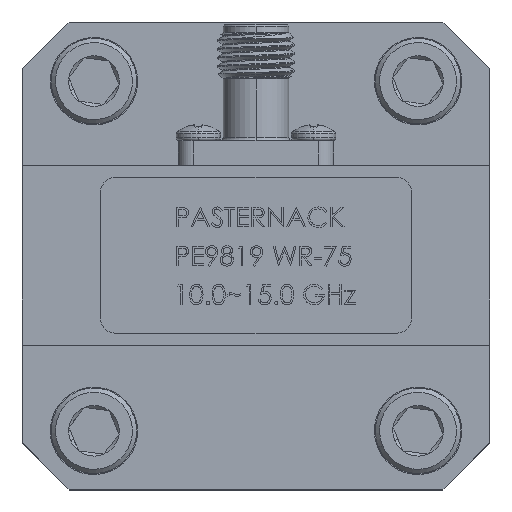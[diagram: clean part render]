
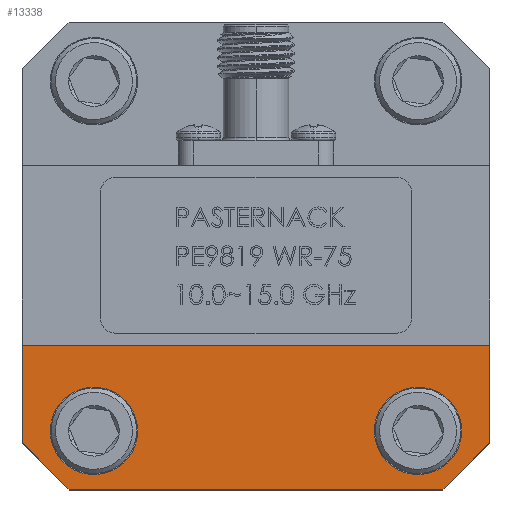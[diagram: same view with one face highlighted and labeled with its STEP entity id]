
A CAD part, top view. The second image highlights one B-rep face of the part: STEP entity #13338.
In plain terms, the highlighted face is planar.
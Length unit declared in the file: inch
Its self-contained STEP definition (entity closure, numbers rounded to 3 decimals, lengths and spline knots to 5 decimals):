
#1350 = DIRECTION ( 'NONE',  ( 0., 0., -1. ) ) ;
#1476 = AXIS2_PLACEMENT_3D ( 'NONE', #27020, #9929, #3284 ) ;
#1510 = VECTOR ( 'NONE', #27330, 39.37008 ) ;
#2086 = EDGE_LOOP ( 'NONE', ( #14237, #8745 ) ) ;
#2223 = CARTESIAN_POINT ( 'NONE',  ( 0.52, -0.56, -0.193 ) ) ;
#2326 = DIRECTION ( 'NONE',  ( 0., 0., -1. ) ) ;
#2515 = EDGE_LOOP ( 'NONE', ( #17270, #23072, #27254, #17067, #16334, #7970 ) ) ;
#3284 = DIRECTION ( 'NONE',  ( -1., 0., 0. ) ) ;
#3410 = CARTESIAN_POINT ( 'NONE',  ( 0.75, -0.75, -0.193 ) ) ;
#4437 = CARTESIAN_POINT ( 'NONE',  ( 0.593, -0.56, -0.193 ) ) ;
#4604 = VECTOR ( 'NONE', #4899, 39.37008 ) ;
#4859 = EDGE_CURVE ( 'NONE', #23958, #24162, #11917, .T. ) ;
#4899 = DIRECTION ( 'NONE',  ( 1., 0., 0. ) ) ;
#5425 = VERTEX_POINT ( 'NONE', #26530 ) ;
#5761 = DIRECTION ( 'NONE',  ( 0., 0., -1. ) ) ;
#5828 = ORIENTED_EDGE ( 'NONE', *, *, #9282, .F. ) ;
#6010 = AXIS2_PLACEMENT_3D ( 'NONE', #27199, #7778, #9918 ) ;
#6649 = VERTEX_POINT ( 'NONE', #13850 ) ;
#7328 = EDGE_CURVE ( 'NONE', #6649, #24825, #22162, .T. ) ;
#7778 = DIRECTION ( 'NONE',  ( 0., 0., -1. ) ) ;
#7946 = LINE ( 'NONE', #22917, #12370 ) ;
#7970 = ORIENTED_EDGE ( 'NONE', *, *, #11571, .F. ) ;
#8252 = LINE ( 'NONE', #3410, #11633 ) ;
#8745 = ORIENTED_EDGE ( 'NONE', *, *, #4859, .F. ) ;
#9240 = CARTESIAN_POINT ( 'NONE',  ( 1.74206, -0.2885, -0.193 ) ) ;
#9282 = EDGE_CURVE ( 'NONE', #22076, #25140, #23871, .T. ) ;
#9635 = AXIS2_PLACEMENT_3D ( 'NONE', #13739, #5761, #22425 ) ;
#9860 = DIRECTION ( 'NONE',  ( -1., 0., 0. ) ) ;
#9918 = DIRECTION ( 'NONE',  ( -1., 0., 0. ) ) ;
#9929 = DIRECTION ( 'NONE',  ( 0., 0., -1. ) ) ;
#9980 = CARTESIAN_POINT ( 'NONE',  ( -0.75, -0.2885, -0.193 ) ) ;
#10955 = ORIENTED_EDGE ( 'NONE', *, *, #22104, .F. ) ;
#11519 = FACE_BOUND ( 'NONE', #19899, .T. ) ;
#11571 = EDGE_CURVE ( 'NONE', #15733, #24825, #7946, .T. ) ;
#11633 = VECTOR ( 'NONE', #16501, 39.37008 ) ;
#11857 = CIRCLE ( 'NONE', #12741, 0.073 ) ;
#11917 = CIRCLE ( 'NONE', #9635, 0.073 ) ;
#12370 = VECTOR ( 'NONE', #23200, 39.37008 ) ;
#12741 = AXIS2_PLACEMENT_3D ( 'NONE', #16221, #1350, #9860 ) ;
#12886 = EDGE_CURVE ( 'NONE', #24162, #23958, #11857, .T. ) ;
#12927 = CARTESIAN_POINT ( 'NONE',  ( -0.447, -0.56, -0.193 ) ) ;
#13338 = ADVANCED_FACE ( 'NONE', ( #26294, #21953, #11519 ), #24784, .T. ) ;
#13739 = CARTESIAN_POINT ( 'NONE',  ( -0.52, -0.56, -0.193 ) ) ;
#13850 = CARTESIAN_POINT ( 'NONE',  ( -0.6, -0.75, -0.193 ) ) ;
#14237 = ORIENTED_EDGE ( 'NONE', *, *, #12886, .F. ) ;
#15359 = VERTEX_POINT ( 'NONE', #26179 ) ;
#15733 = VERTEX_POINT ( 'NONE', #9980 ) ;
#15855 = CARTESIAN_POINT ( 'NONE',  ( -0.675, -0.675, -0.193 ) ) ;
#16078 = LINE ( 'NONE', #22005, #4604 ) ;
#16157 = CARTESIAN_POINT ( 'NONE',  ( -0.75, -0.6, -0.193 ) ) ;
#16221 = CARTESIAN_POINT ( 'NONE',  ( -0.52, -0.56, -0.193 ) ) ;
#16334 = ORIENTED_EDGE ( 'NONE', *, *, #7328, .T. ) ;
#16501 = DIRECTION ( 'NONE',  ( 0., 1., 0. ) ) ;
#16502 = EDGE_CURVE ( 'NONE', #6649, #15359, #16078, .T. ) ;
#17022 = LINE ( 'NONE', #20877, #1510 ) ;
#17067 = ORIENTED_EDGE ( 'NONE', *, *, #16502, .F. ) ;
#17270 = ORIENTED_EDGE ( 'NONE', *, *, #19283, .F. ) ;
#17614 = VERTEX_POINT ( 'NONE', #26120 ) ;
#17867 = DIRECTION ( 'NONE',  ( -1., 0., 0. ) ) ;
#19283 = EDGE_CURVE ( 'NONE', #17614, #15733, #27346, .T. ) ;
#19450 = DIRECTION ( 'NONE',  ( -1., 0., 0. ) ) ;
#19899 = EDGE_LOOP ( 'NONE', ( #10955, #5828 ) ) ;
#20608 = AXIS2_PLACEMENT_3D ( 'NONE', #2223, #2326, #19450 ) ;
#20877 = CARTESIAN_POINT ( 'NONE',  ( 0.675, -0.675, -0.193 ) ) ;
#21839 = VECTOR ( 'NONE', #24540, 39.37008 ) ;
#21953 = FACE_BOUND ( 'NONE', #2086, .T. ) ;
#21980 = VECTOR ( 'NONE', #17867, 39.37008 ) ;
#22005 = CARTESIAN_POINT ( 'NONE',  ( -0.75, -0.75, -0.193 ) ) ;
#22076 = VERTEX_POINT ( 'NONE', #26087 ) ;
#22104 = EDGE_CURVE ( 'NONE', #25140, #22076, #22478, .T. ) ;
#22162 = LINE ( 'NONE', #15855, #21839 ) ;
#22425 = DIRECTION ( 'NONE',  ( -1., 0., 0. ) ) ;
#22478 = CIRCLE ( 'NONE', #20608, 0.073 ) ;
#22917 = CARTESIAN_POINT ( 'NONE',  ( -0.75, -0.75, -0.193 ) ) ;
#23029 = CARTESIAN_POINT ( 'NONE',  ( -0.593, -0.56, -0.193 ) ) ;
#23072 = ORIENTED_EDGE ( 'NONE', *, *, #23967, .F. ) ;
#23200 = DIRECTION ( 'NONE',  ( 0., -1., 0. ) ) ;
#23871 = CIRCLE ( 'NONE', #1476, 0.073 ) ;
#23958 = VERTEX_POINT ( 'NONE', #23029 ) ;
#23967 = EDGE_CURVE ( 'NONE', #5425, #17614, #8252, .T. ) ;
#24162 = VERTEX_POINT ( 'NONE', #12927 ) ;
#24540 = DIRECTION ( 'NONE',  ( -0.707, 0.707, 0. ) ) ;
#24784 = PLANE ( 'NONE',  #6010 ) ;
#24825 = VERTEX_POINT ( 'NONE', #16157 ) ;
#25140 = VERTEX_POINT ( 'NONE', #4437 ) ;
#25475 = EDGE_CURVE ( 'NONE', #5425, #15359, #17022, .T. ) ;
#26087 = CARTESIAN_POINT ( 'NONE',  ( 0.447, -0.56, -0.193 ) ) ;
#26120 = CARTESIAN_POINT ( 'NONE',  ( 0.75, -0.2885, -0.193 ) ) ;
#26179 = CARTESIAN_POINT ( 'NONE',  ( 0.6, -0.75, -0.193 ) ) ;
#26294 = FACE_OUTER_BOUND ( 'NONE', #2515, .T. ) ;
#26530 = CARTESIAN_POINT ( 'NONE',  ( 0.75, -0.6, -0.193 ) ) ;
#27020 = CARTESIAN_POINT ( 'NONE',  ( 0.52, -0.56, -0.193 ) ) ;
#27199 = CARTESIAN_POINT ( 'NONE',  ( 0., 0., -0.193 ) ) ;
#27254 = ORIENTED_EDGE ( 'NONE', *, *, #25475, .T. ) ;
#27330 = DIRECTION ( 'NONE',  ( -0.707, -0.707, 0. ) ) ;
#27346 = LINE ( 'NONE', #9240, #21980 ) ;
